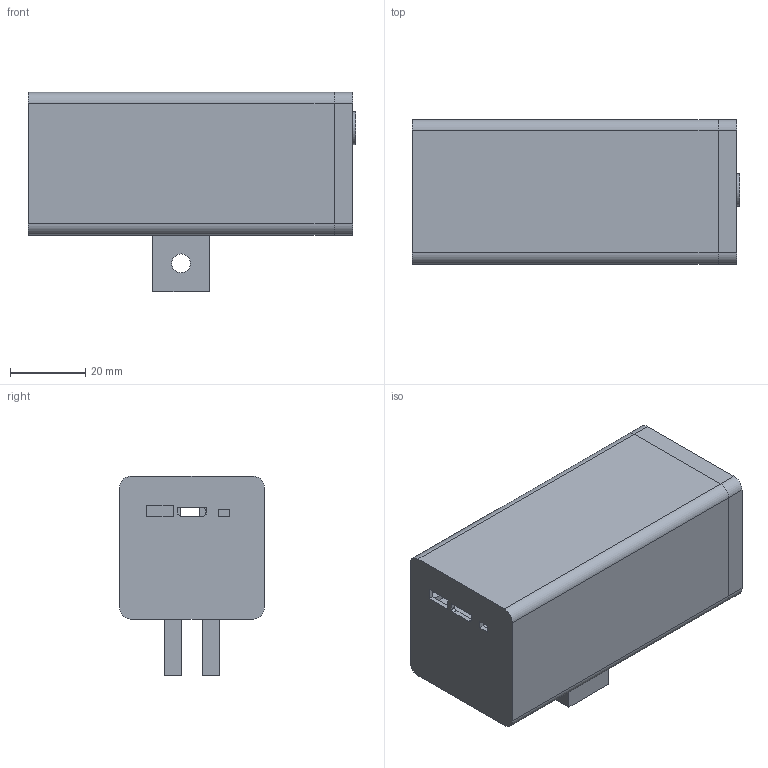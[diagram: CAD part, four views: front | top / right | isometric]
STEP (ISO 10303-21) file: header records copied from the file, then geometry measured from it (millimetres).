
FILE_DESCRIPTION(/* description */ (''),/* implementation_level */ '2;1');
FILE_NAME(/* name */ 'a4f90e87-f11a-47ea-8279-874f44c6892e.stp',/* time_stamp */ '2023-04-17T20:37:11Z',/* author */ (''),/* organization */ (''),/* preprocessor_version */ 'ST-DEVELOPER v19.2',/* originating_system */ 'Autodesk Translation Framework v12.4.0.73',/* authorisation */ '');
FILE_SCHEMA (('AUTOMOTIVE_DESIGN { 1 0 10303 214 3 1 1 }'));
Length unit declared in the file: millimetre
Products named in the file (1): RefinedDesign
Bounding box: 87 x 38.4 x 52.9 mm (x, y, z)
Volume: 37893.3 mm3; surface area: 55553.1 mm2
Topology: 2 solids, 2 shells, 138 faces, 372 edges, 248 vertices
Faces by surface type: plane 112, cylinder 26
Full cylindrical faces by diameter (mm): 2.3 x4, 2.5 x4, 5 x2, 8.2 x1, 8.7 x1
Entity records: 4384 total; most frequent: CARTESIAN_POINT 759, ORIENTED_EDGE 744, DIRECTION 702, EDGE_CURVE 372, LINE 320, VECTOR 320, VERTEX_POINT 248, AXIS2_PLACEMENT_3D 191
